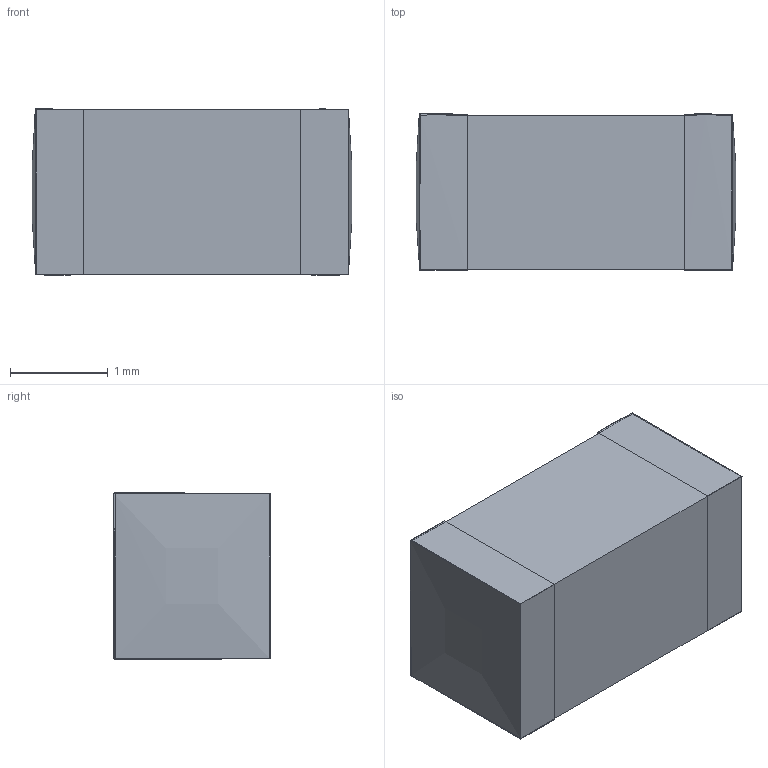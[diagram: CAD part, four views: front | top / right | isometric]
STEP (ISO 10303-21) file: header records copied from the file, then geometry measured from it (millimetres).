
FILE_DESCRIPTION (( 'STEP AP214' ), '1' );
FILE_NAME ('CC1206.STEP', '2017-12-21T07:13:40', ( 'Sky123.Org' ), ( 'Sky123.Org' ), 'SwSTEP 2.0', 'SolidWorks 2013', '' );
FILE_SCHEMA (( 'AUTOMOTIVE_DESIGN' ));
Length unit declared in the file: millimetre
Products named in the file (1): CC1206
Bounding box: 3.26 x 1.6 x 1.7 mm (x, y, z)
Surface area: 49.4 mm2 (no closed solid volume)
Topology: 0 solids, 3 shells, 32 faces, 65 edges, 37 vertices
Faces by surface type: plane 24, cylinder 6, bspline 2
Entity records: 1248 total; most frequent: CARTESIAN_POINT 276, ORIENTED_EDGE 125, DIRECTION 90, EDGE_CURVE 65, B_SPLINE_CURVE_WITH_KNOTS 37, VERTEX_POINT 37, UNCERTAINTY_MEASURE_WITH_UNIT 36, SURFACE_SIDE_STYLE 35
